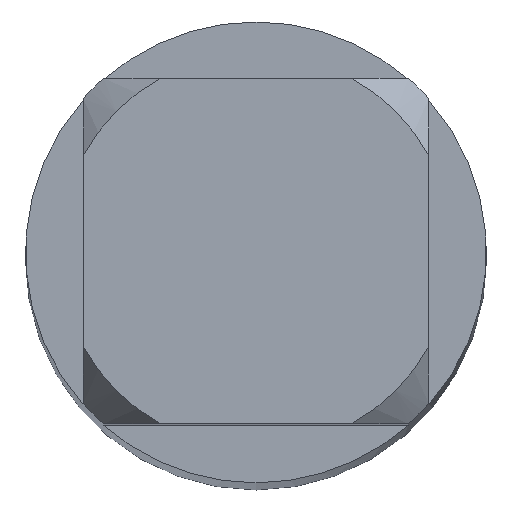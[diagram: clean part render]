
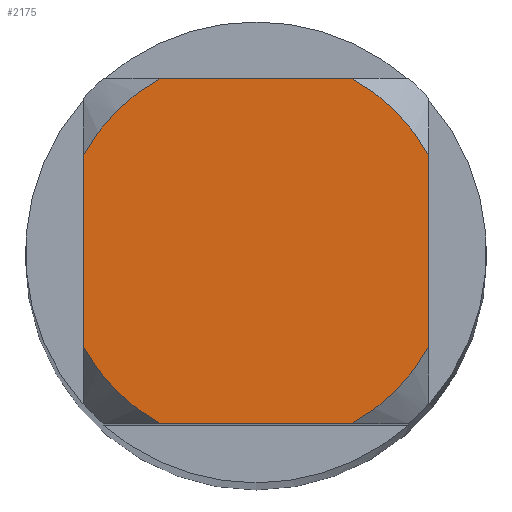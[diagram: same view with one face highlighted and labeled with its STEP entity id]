
A CAD part, top view. The second image highlights one B-rep face of the part: STEP entity #2175.
In plain terms, the highlighted planar face has unit normal (0, 0, 1).
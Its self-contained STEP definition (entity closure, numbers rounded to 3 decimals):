
#1337=EDGE_CURVE('',#2663,#1667,#3516,.T.);
#1345=VERTEX_POINT('',#3525);
#1549=EDGE_CURVE('',#2945,#1345,#3748,.T.);
#1551=EDGE_CURVE('',#2663,#2973,#3750,.T.);
#1581=EDGE_CURVE('',#2719,#1667,#3784,.T.);
#1615=EDGE_CURVE('',#2893,#1345,#3822,.T.);
#1667=VERTEX_POINT('',#3876);
#2175=ADVANCED_FACE('',(#4429),#4430,.T.);
#2439=EDGE_CURVE('',#2945,#2785,#4715,.T.);
#2529=EDGE_CURVE('',#2893,#2973,#4812,.T.);
#2559=EDGE_CURVE('',#2719,#2785,#4846,.T.);
#2663=VERTEX_POINT('',#4960);
#2719=VERTEX_POINT('',#5020);
#2785=VERTEX_POINT('',#5093);
#2893=VERTEX_POINT('',#5211);
#2945=VERTEX_POINT('',#5268);
#2973=VERTEX_POINT('',#5298);
#3516=LINE('',#6191,#6192);
#3525=CARTESIAN_POINT('',(1.05,0.581,0.0));
#3748=LINE('',#6719,#6720);
#3750=CIRCLE('',#6723,1.2);
#3784=CIRCLE('',#6773,1.2);
#3822=CIRCLE('',#6851,1.2);
#3876=CARTESIAN_POINT('',(-1.05,-0.581,0.0));
#4429=FACE_OUTER_BOUND('',#8525,.T.);
#4430=PLANE('',#8526);
#4715=CIRCLE('',#9358,1.2);
#4812=LINE('',#9749,#9750);
#4846=LINE('',#9819,#9820);
#4960=CARTESIAN_POINT('',(-1.05,0.581,0.0));
#5020=CARTESIAN_POINT('',(-0.581,-1.05,0.0));
#5093=CARTESIAN_POINT('',(0.581,-1.05,0.0));
#5211=CARTESIAN_POINT('',(0.581,1.05,0.0));
#5268=CARTESIAN_POINT('',(1.05,-0.581,0.0));
#5298=CARTESIAN_POINT('',(-0.581,1.05,0.0));
#6191=CARTESIAN_POINT('',(-1.05,0.3,0.0));
#6192=VECTOR('',#11816,1.0);
#6719=CARTESIAN_POINT('',(1.05,0.3,0.0));
#6720=VECTOR('',#12056,1.0);
#6723=AXIS2_PLACEMENT_3D('',#12057,#12058,#12059);
#6773=AXIS2_PLACEMENT_3D('',#12098,#12099,#12100);
#6851=AXIS2_PLACEMENT_3D('',#12143,#12144,#12145);
#8525=EDGE_LOOP('',(#12739,#12740,#12741,#12742,#12743,#12744,#12745,#12746));
#8526=AXIS2_PLACEMENT_3D('',#12747,#12748,#12749);
#9358=AXIS2_PLACEMENT_3D('',#13093,#13094,#13095);
#9749=CARTESIAN_POINT('',(0.0,1.05,0.0));
#9750=VECTOR('',#13188,1.0);
#9819=CARTESIAN_POINT('',(0.0,-1.05,0.0));
#9820=VECTOR('',#13251,1.0);
#11816=DIRECTION('',(-0.0,-1.0,0.0));
#12056=DIRECTION('',(-0.0,1.0,0.0));
#12057=CARTESIAN_POINT('',(0.0,0.0,0.0));
#12058=DIRECTION('',(0.0,0.0,-1.0));
#12059=DIRECTION('',(0.0,1.0,0.0));
#12098=CARTESIAN_POINT('',(0.0,0.0,0.0));
#12099=DIRECTION('',(0.0,0.0,-1.0));
#12100=DIRECTION('',(0.0,1.0,0.0));
#12143=CARTESIAN_POINT('',(0.0,0.0,0.0));
#12144=DIRECTION('',(0.0,0.0,-1.0));
#12145=DIRECTION('',(0.0,1.0,0.0));
#12739=ORIENTED_EDGE('',*,*,#1337,.T.);
#12740=ORIENTED_EDGE('',*,*,#1581,.F.);
#12741=ORIENTED_EDGE('',*,*,#2559,.T.);
#12742=ORIENTED_EDGE('',*,*,#2439,.F.);
#12743=ORIENTED_EDGE('',*,*,#1549,.T.);
#12744=ORIENTED_EDGE('',*,*,#1615,.F.);
#12745=ORIENTED_EDGE('',*,*,#2529,.T.);
#12746=ORIENTED_EDGE('',*,*,#1551,.F.);
#12747=CARTESIAN_POINT('',(0.0,0.6,0.0));
#12748=DIRECTION('',(-0.0,0.0,1.0));
#12749=DIRECTION('',(0.0,-1.0,0.0));
#13093=CARTESIAN_POINT('',(0.0,0.0,0.0));
#13094=DIRECTION('',(0.0,0.0,-1.0));
#13095=DIRECTION('',(0.0,1.0,0.0));
#13188=DIRECTION('',(-1.0,0.0,0.0));
#13251=DIRECTION('',(1.0,0.0,0.0));
